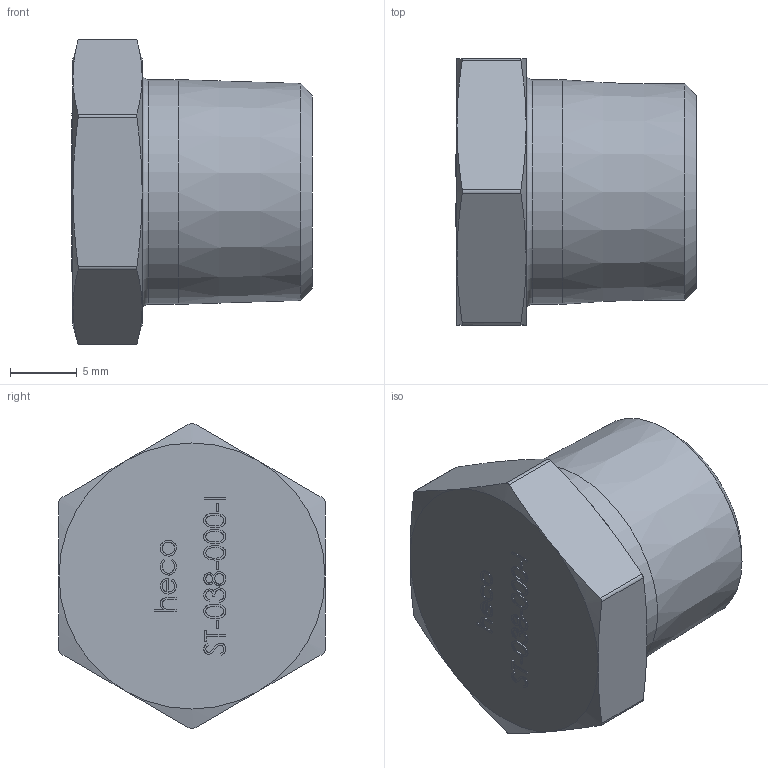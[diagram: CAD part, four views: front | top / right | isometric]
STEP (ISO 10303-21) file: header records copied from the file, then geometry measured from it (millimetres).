
FILE_DESCRIPTION (( 'STEP AP214' ), '1' );
FILE_NAME ('heco ST-038-000-I.STEP', '2016-06-16T11:03:34', ( '' ), ( '' ), 'SwSTEP 2.0', 'SolidWorks 2011', '' );
FILE_SCHEMA (( 'AUTOMOTIVE_DESIGN' ));
Length unit declared in the file: millimetre
Products named in the file (1): heco ST-038-000-I
Bounding box: 18.1 x 20 x 23 mm (x, y, z)
Volume: 4562.9 mm3; surface area: 1660.1 mm2
Topology: 1 solids, 1 shells, 214 faces, 548 edges, 361 vertices
Faces by surface type: bspline 117, plane 75, cone 14, cylinder 7, torus 1
Full cylindrical faces by diameter (mm): 16.891 x1
Entity records: 15497 total; most frequent: CARTESIAN_POINT 8877, ORIENTED_EDGE 1084, EDGE_CURVE 542, DIRECTION 485, VERTEX_POINT 359, LINE 255, VECTOR 255, B_SPLINE_CURVE_WITH_KNOTS 246
